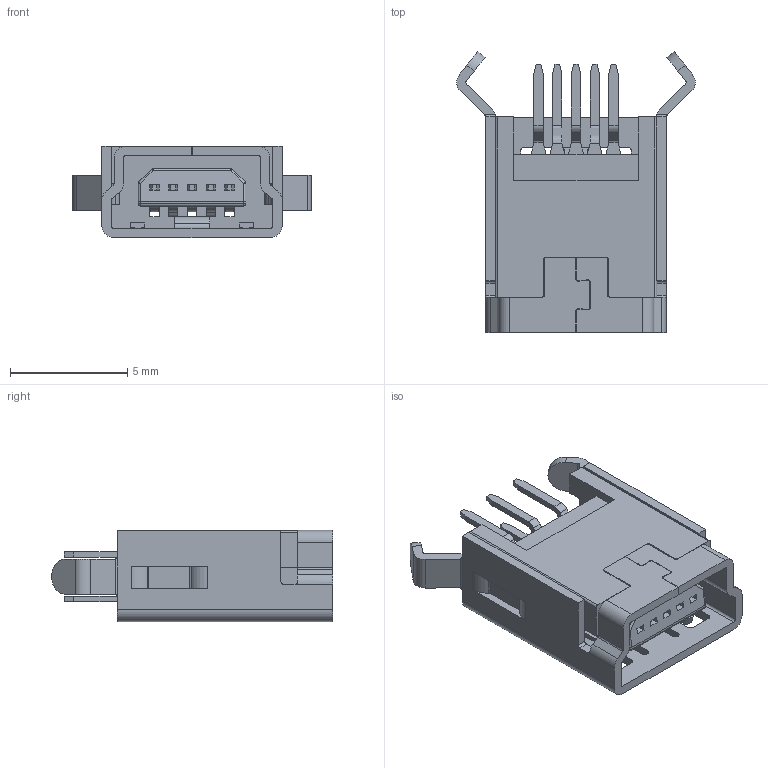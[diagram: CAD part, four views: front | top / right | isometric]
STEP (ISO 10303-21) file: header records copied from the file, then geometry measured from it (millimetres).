
FILE_DESCRIPTION( ( 'Unknown' ), '1' );
FILE_NAME( '651005136421.stp', 'Unknown', ( 'Unknown' ), ( 'Unknown' ), 'PSStep 17.0.49', 'Unknown', ' ' );
FILE_SCHEMA( ( 'AUTOMOTIVE_DESIGN { 1 0 10303 214 1 1 1 1 }' ) );
Length unit declared in the file: millimetre
Products named in the file (5): Assem1; Shielding; Insulator; Pin_1; Pin_2
Assembly tree (7 placements, depth 2):
  Assem1
    Shielding
    Insulator
    Pin_1  x3
    Pin_2  x2
Bounding box: 10.2 x 12 x 3.9 mm (x, y, z)
Volume: 147.9 mm3; surface area: 758.8 mm2
Topology: 7 solids, 7 shells, 556 faces, 1577 edges, 1018 vertices
Faces by surface type: plane 374, cylinder 176, sphere 6
Entity records: 18292 total; most frequent: CARTESIAN_POINT 2792, ORIENTED_EDGE 2546, DIRECTION 2431, EDGE_CURVE 1273, LINE 975, VECTOR 975, VERTEX_POINT 826, AXIS2_PLACEMENT_3D 728
